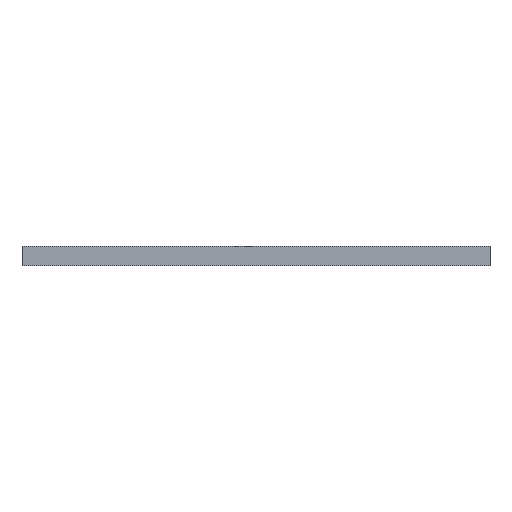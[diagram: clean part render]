
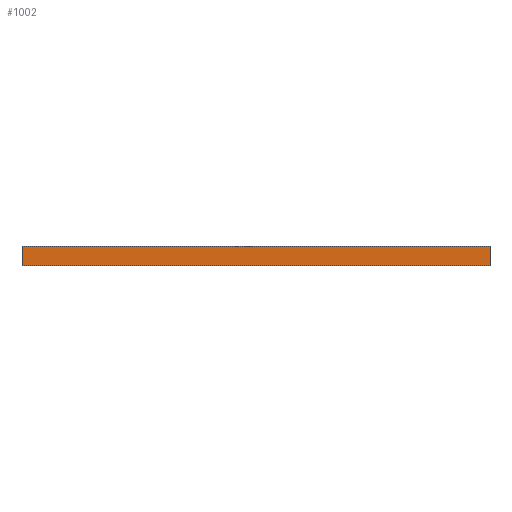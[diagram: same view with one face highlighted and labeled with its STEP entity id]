
A CAD part, left-side view. The second image highlights one B-rep face of the part: STEP entity #1002.
In plain terms, the highlighted planar face has unit normal (-1, 0, 0).
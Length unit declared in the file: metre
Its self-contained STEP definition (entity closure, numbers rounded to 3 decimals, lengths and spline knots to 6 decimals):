
#160=ORIENTED_EDGE('',*,*,#403,.F.);
#161=ORIENTED_EDGE('',*,*,#402,.F.);
#162=ORIENTED_EDGE('',*,*,#404,.T.);
#163=ORIENTED_EDGE('',*,*,#405,.T.);
#402=EDGE_CURVE('',#511,#510,#632,.T.);
#403=EDGE_CURVE('',#510,#512,#633,.T.);
#404=EDGE_CURVE('',#511,#513,#634,.T.);
#405=EDGE_CURVE('',#513,#512,#635,.T.);
#510=VERTEX_POINT('',#1529);
#511=VERTEX_POINT('',#1531);
#512=VERTEX_POINT('',#1535);
#513=VERTEX_POINT('',#1537);
#632=LINE('',#1532,#742);
#633=LINE('',#1534,#743);
#634=LINE('',#1536,#744);
#635=LINE('',#1538,#745);
#742=VECTOR('',#1245,1.);
#743=VECTOR('',#1248,1.);
#744=VECTOR('',#1249,1.);
#745=VECTOR('',#1250,1.);
#800=EDGE_LOOP('',(#160,#161,#162,#163));
#882=FACE_BOUND('',#800,.T.);
#964=PLANE('',#1065);
#1002=ADVANCED_FACE('',(#882),#964,.T.);
#1065=AXIS2_PLACEMENT_3D('',#1533,#1246,#1247);
#1245=DIRECTION('',(0.,0.,1.));
#1246=DIRECTION('',(-1.,0.,0.));
#1247=DIRECTION('',(0.,0.,1.));
#1248=DIRECTION('',(0.,-1.,0.));
#1249=DIRECTION('',(0.,-1.,0.));
#1250=DIRECTION('',(0.,0.,1.));
#1529=CARTESIAN_POINT('',(-0.06,0.06,0.));
#1531=CARTESIAN_POINT('',(-0.06,0.06,-0.005));
#1532=CARTESIAN_POINT('',(-0.06,0.06,-0.005));
#1533=CARTESIAN_POINT('',(-0.06,0.,-0.005));
#1534=CARTESIAN_POINT('',(-0.06,0.,0.));
#1535=CARTESIAN_POINT('',(-0.06,-0.06,0.));
#1536=CARTESIAN_POINT('',(-0.06,0.,-0.005));
#1537=CARTESIAN_POINT('',(-0.06,-0.06,-0.005));
#1538=CARTESIAN_POINT('',(-0.06,-0.06,-0.005));
